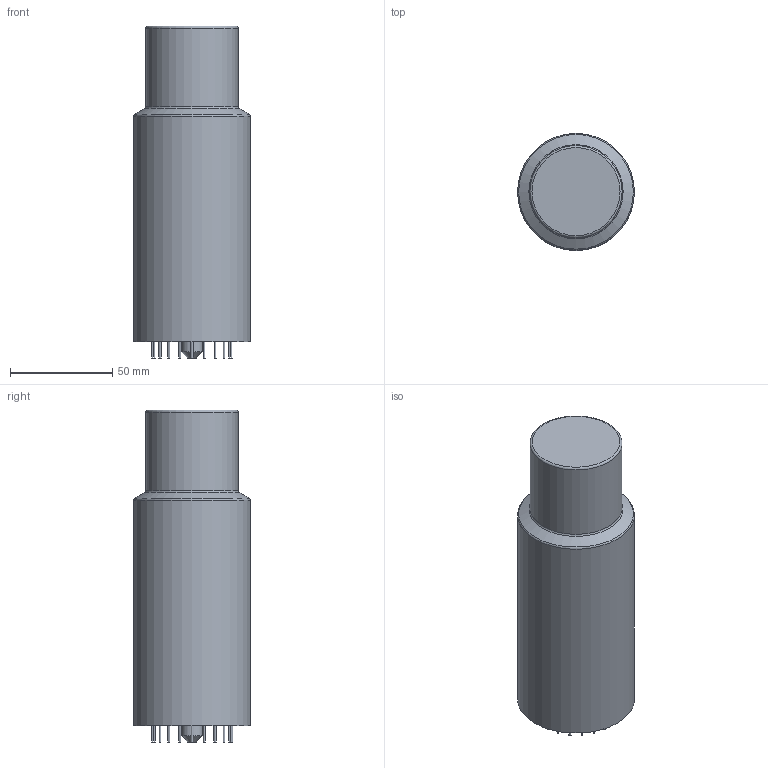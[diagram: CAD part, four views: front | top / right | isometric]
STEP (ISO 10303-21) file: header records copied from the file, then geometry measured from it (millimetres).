
FILE_DESCRIPTION(/* description */ ('STEP AP242','CAx-IF Rec.Pracs.---Representation and Presentation of Product Manufacturing Information (PMI)---4.0---2014-10-13','CAx-IF Rec.Pracs.---3D Tessellated Geometry---0.4---2014-09-14','2;1'),/* implementation_level */ '2;1');
FILE_NAME(/* name */ '6771c31be5062c235e7cde50',/* time_stamp */ '2024-12-29T21:46:03Z',/* author */ (''),/* organization */ (''),/* preprocessor_version */ 'ST-DEVELOPER v20',/* originating_system */ 'ONSHAPE BY PTC INC, 1.191',/* authorisation */ ' ');
FILE_SCHEMA (('AP242_MANAGED_MODEL_BASED_3D_ENGINEERING_MIM_LF { 1 0 10303 442 1 1 4 }'));
Length unit declared in the file: metre
Products named in the file (1): Part 1
Bounding box: 57 x 57 x 162 mm (x, y, z)
Volume: 353361.1 mm3; surface area: 31211.9 mm2
Topology: 1 solids, 1 shells, 51 faces, 81 edges, 53 vertices
Faces by surface type: plane 23, cylinder 23, torus 3, cone 2
Full cylindrical faces by diameter (mm): 0.8 x18, 1.2 x2, 10 x1, 45 x1, 57 x1
Entity records: 1065 total; most frequent: DIRECTION 204, CARTESIAN_POINT 152, AXIS2_PLACEMENT_3D 102, ORIENTED_EDGE 100, EDGE_LOOP 100, FACE_BOUND 100, ADVANCED_FACE 51, EDGE_CURVE 50
